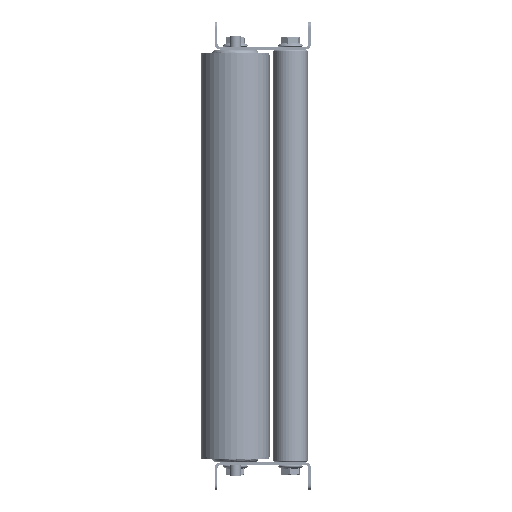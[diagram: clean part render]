
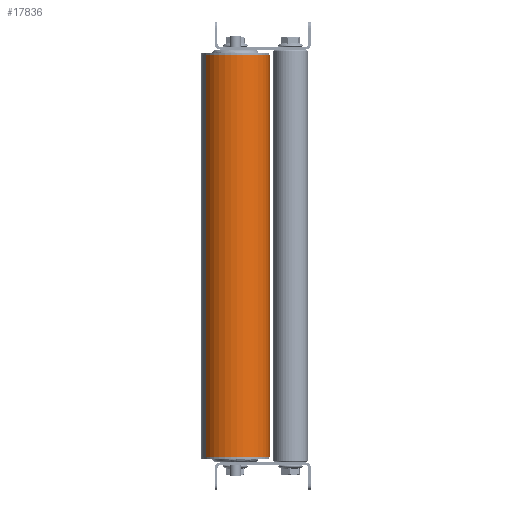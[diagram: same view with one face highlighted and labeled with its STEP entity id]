
A CAD part, left-side view. The second image highlights one B-rep face of the part: STEP entity #17836.
In plain terms, the highlighted cylindrical face has radius 25 mm (diameter 50 mm), a partial arc.
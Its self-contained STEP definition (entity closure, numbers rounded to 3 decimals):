
#15 = VERTEX_POINT ( 'NONE', #37131 ) ;
#1820 = EDGE_LOOP ( 'NONE', ( #28180, #16637, #24381, #26977 ) ) ;
#5590 = CARTESIAN_POINT ( 'NONE',  ( 0., 0., 0. ) ) ;
#5925 = EDGE_CURVE ( 'NONE', #38271, #22337, #16515, .T. ) ;
#6104 = VECTOR ( 'NONE', #42873, 1000. ) ;
#6634 = CYLINDRICAL_SURFACE ( 'NONE', #9631, 25. ) ;
#7409 = CARTESIAN_POINT ( 'NONE',  ( 292.6, 0., 25. ) ) ;
#9631 = AXIS2_PLACEMENT_3D ( 'NONE', #10869, #42633, #39442 ) ;
#10869 = CARTESIAN_POINT ( 'NONE',  ( 292.6, 0., 0. ) ) ;
#14791 = CIRCLE ( 'NONE', #51111, 25. ) ;
#16515 = CIRCLE ( 'NONE', #52014, 25. ) ;
#16637 = ORIENTED_EDGE ( 'NONE', *, *, #23808, .T. ) ;
#17836 = ADVANCED_FACE ( 'Fl�che1', ( #38897 ), #6634, .T. ) ;
#19233 = DIRECTION ( 'NONE',  ( -1., 0., 0. ) ) ;
#20490 = VECTOR ( 'NONE', #19233, 1000. ) ;
#22337 = VERTEX_POINT ( 'NONE', #36006 ) ;
#23236 = EDGE_CURVE ( 'NONE', #47015, #22337, #26715, .T. ) ;
#23808 = EDGE_CURVE ( 'NONE', #15, #38271, #39084, .T. ) ;
#24381 = ORIENTED_EDGE ( 'NONE', *, *, #5925, .T. ) ;
#26715 = LINE ( 'NONE', #7409, #6104 ) ;
#26977 = ORIENTED_EDGE ( 'NONE', *, *, #23236, .F. ) ;
#28180 = ORIENTED_EDGE ( 'NONE', *, *, #49732, .F. ) ;
#29975 = DIRECTION ( 'NONE',  ( 1., 0., 0. ) ) ;
#30485 = CARTESIAN_POINT ( 'NONE',  ( 292.6, 0., 25. ) ) ;
#33846 = CARTESIAN_POINT ( 'NONE',  ( 0., 0., -25. ) ) ;
#36006 = CARTESIAN_POINT ( 'NONE',  ( 0., 0., 25. ) ) ;
#37131 = CARTESIAN_POINT ( 'NONE',  ( 292.6, 0., -25. ) ) ;
#37639 = CARTESIAN_POINT ( 'NONE',  ( 292.6, 0., 0. ) ) ;
#37850 = DIRECTION ( 'NONE',  ( 1., 0., 0. ) ) ;
#38271 = VERTEX_POINT ( 'NONE', #33846 ) ;
#38897 = FACE_OUTER_BOUND ( 'NONE', #1820, .T. ) ;
#39084 = LINE ( 'NONE', #46501, #20490 ) ;
#39442 = DIRECTION ( 'NONE',  ( 0., 0., 1. ) ) ;
#42633 = DIRECTION ( 'NONE',  ( -1., 0., 0. ) ) ;
#42873 = DIRECTION ( 'NONE',  ( -1., 0., 0. ) ) ;
#46356 = DIRECTION ( 'NONE',  ( 0., 0., -1. ) ) ;
#46501 = CARTESIAN_POINT ( 'NONE',  ( 292.6, 0., -25. ) ) ;
#47015 = VERTEX_POINT ( 'NONE', #30485 ) ;
#48279 = DIRECTION ( 'NONE',  ( 0., 0., -1. ) ) ;
#49732 = EDGE_CURVE ( 'NONE', #15, #47015, #14791, .T. ) ;
#51111 = AXIS2_PLACEMENT_3D ( 'NONE', #37639, #29975, #46356 ) ;
#52014 = AXIS2_PLACEMENT_3D ( 'NONE', #5590, #37850, #48279 ) ;
